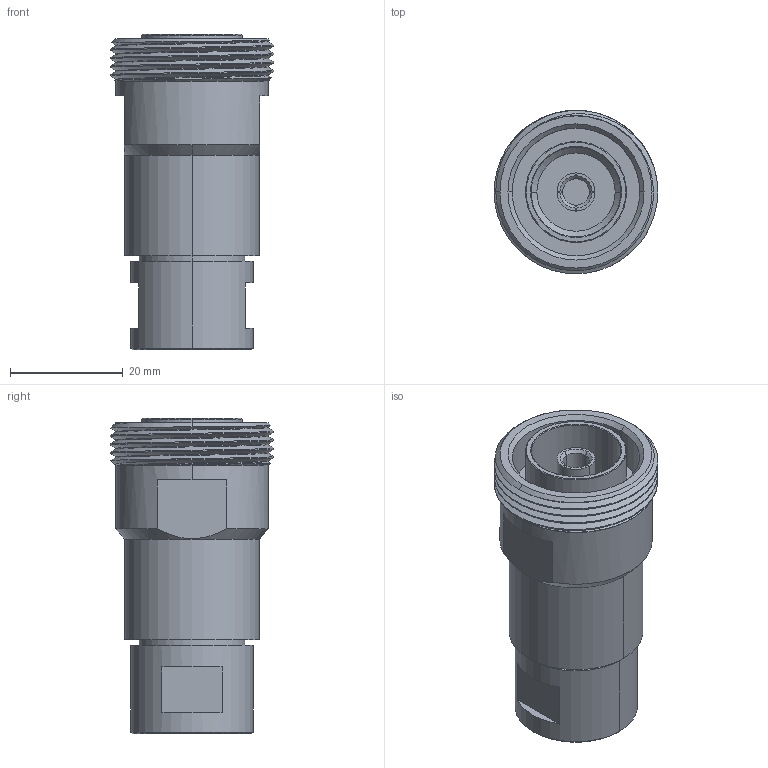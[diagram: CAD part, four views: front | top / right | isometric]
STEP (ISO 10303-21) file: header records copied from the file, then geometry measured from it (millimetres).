
FILE_DESCRIPTION (( 'STEP AP214' ), '1' );
FILE_NAME ('PE44570.STEP', '2018-02-05T21:04:37', ( '' ), ( '' ), 'SwSTEP 2.0', 'SolidWorks 2017', '' );
FILE_SCHEMA (( 'AUTOMOTIVE_DESIGN' ));
Length unit declared in the file: inch
Products named in the file (1): PE44570
Bounding box: 29 x 29 x 55.88 mm (x, y, z)
Volume: 19455.6 mm3; surface area: 8640.7 mm2
Topology: 1 solids, 1 shells, 89 faces, 218 edges, 140 vertices
Faces by surface type: plane 35, cylinder 29, cone 22, bspline 3
Entity records: 3775 total; most frequent: CARTESIAN_POINT 1652, DIRECTION 438, ORIENTED_EDGE 436, EDGE_CURVE 218, AXIS2_PLACEMENT_3D 173, VERTEX_POINT 140, EDGE_LOOP 98, LINE 92
